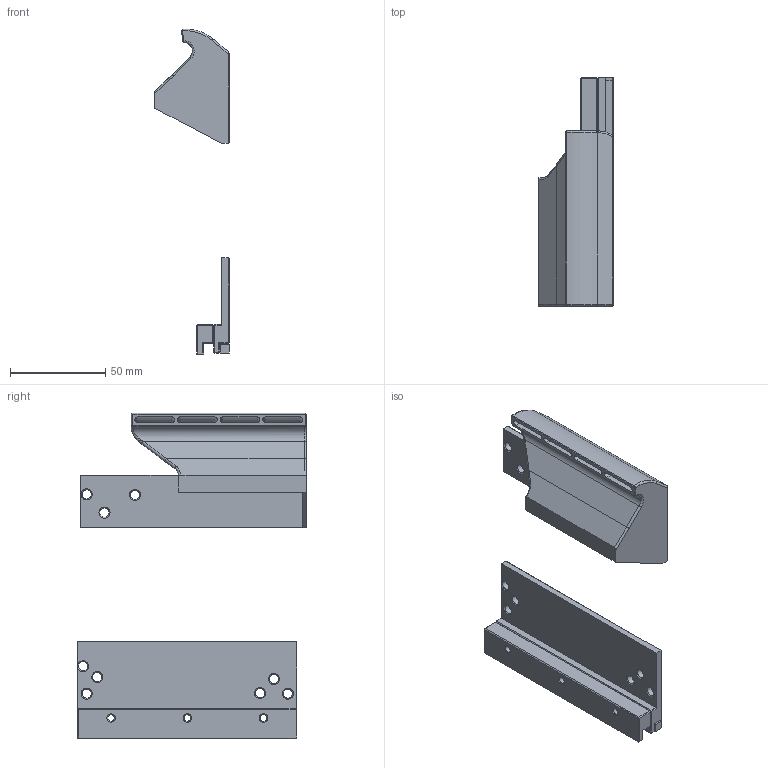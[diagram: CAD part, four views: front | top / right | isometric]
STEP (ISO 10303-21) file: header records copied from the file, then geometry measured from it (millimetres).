
FILE_DESCRIPTION(/* description */ (''),/* implementation_level */ '2;1');
FILE_NAME(/* name */ '12032 v24.step',/* time_stamp */ '2023-05-21T09:13:52+02:00',/* author */ (''),/* organization */ (''),/* preprocessor_version */ 'ST-DEVELOPER v19.2',/* originating_system */ 'Autodesk Translation Framework v12.4.0.73',/* authorisation */ '');
FILE_SCHEMA (('AUTOMOTIVE_DESIGN { 1 0 10303 214 3 1 1 }'));
Length unit declared in the file: millimetre
Products named in the file (4): 12032; Top; Bottom; Clamp
Assembly tree (3 placements, depth 2):
  12032
    Top
    Bottom
    Clamp
Bounding box: 39 x 119.9 x 170.95 mm (x, y, z)
Volume: 78138.5 mm3; surface area: 57530.9 mm2
Topology: 4 solids, 4 shells, 649 faces, 1756 edges, 1094 vertices
Faces by surface type: plane 450, cylinder 71, bspline 66, cone 32, torus 30
Full cylindrical faces by diameter (mm): 3.4 x6, 4.8 x12
Entity records: 22298 total; most frequent: CARTESIAN_POINT 5738, ORIENTED_EDGE 3504, DIRECTION 3141, EDGE_CURVE 1752, LINE 1361, VECTOR 1361, VERTEX_POINT 1094, AXIS2_PLACEMENT_3D 890
